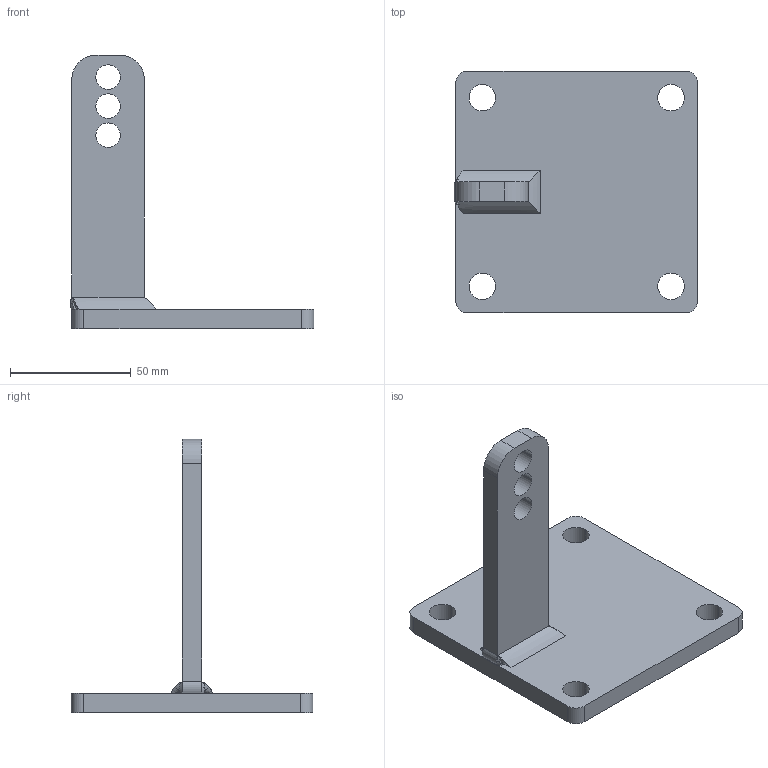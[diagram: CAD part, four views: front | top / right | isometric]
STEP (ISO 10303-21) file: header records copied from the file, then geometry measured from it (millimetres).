
FILE_DESCRIPTION (( 'STEP AP214' ), '1' );
FILE_NAME ('32063V001_Pfostenbeschlag_85_104_aussermittig.STEP', '2016-10-18T05:26:50', ( 'admin' ), ( '' ), 'SwSTEP 2.0', 'SolidWorks 2016', '' );
FILE_SCHEMA (( 'AUTOMOTIVE_DESIGN' ));
Length unit declared in the file: millimetre
Products named in the file (5): 90227_Grundplatte_Beschlag_f黵_Torpfosten; 32063V001_Pfostenbeschlag_85_104_aussermittig; Schweißnaht hinten; bead4_beschlag; 90226_Flach_Beschlag_f黵_Torpfosten
Assembly tree (4 placements, depth 2):
  32063V001_Pfostenbeschlag_85_104_aussermittig
    90227_Grundplatte_Beschlag_f黵_Torpfosten
    90226_Flach_Beschlag_f黵_Torpfosten
    bead4_beschlag
    Schweißnaht hinten
Bounding box: 100.61 x 100 x 113 mm (x, y, z)
Volume: 100875.2 mm3; surface area: 33493.8 mm2
Topology: 4 solids, 4 shells, 52 faces, 130 edges, 86 vertices
Faces by surface type: cylinder 22, plane 20, bspline 7, cone 3
Entity records: 2590 total; most frequent: CARTESIAN_POINT 962, DIRECTION 274, ORIENTED_EDGE 260, EDGE_CURVE 130, AXIS2_PLACEMENT_3D 104, VERTEX_POINT 86, VECTOR 66, EDGE_LOOP 66
